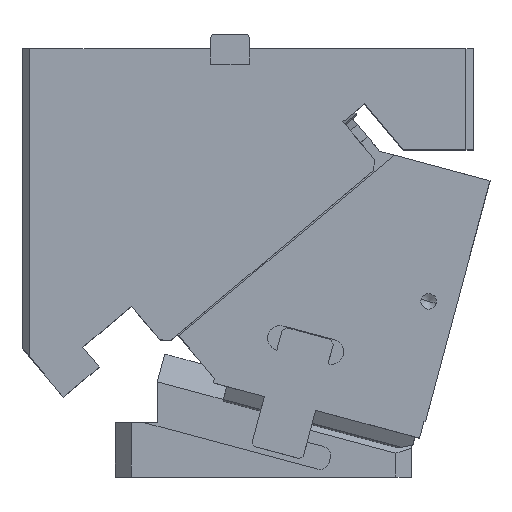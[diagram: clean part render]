
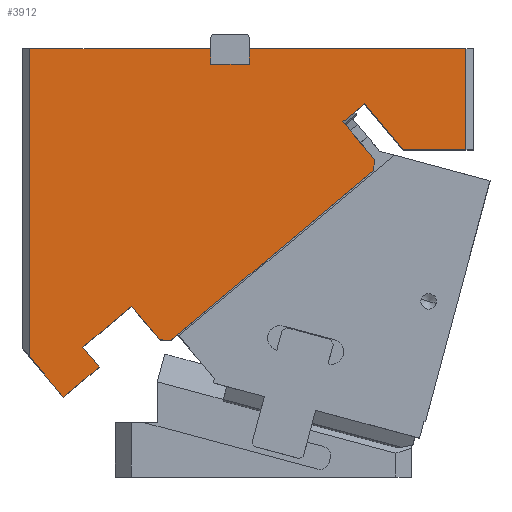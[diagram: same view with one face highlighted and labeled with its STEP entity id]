
A CAD part, top view. The second image highlights one B-rep face of the part: STEP entity #3912.
In plain terms, the highlighted planar face has unit normal (0, 0, 1).
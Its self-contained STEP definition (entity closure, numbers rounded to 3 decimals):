
#57=CARTESIAN_POINT('Line Origine',(-274.204,-40.764,55.)) ;
#61=CARTESIAN_POINT('Vertex',(-285.,-27.898,55.)) ;
#63=CARTESIAN_POINT('Vertex',(-263.409,-53.629,55.)) ;
#319=CARTESIAN_POINT('Line Origine',(-245.727,-28.03,55.)) ;
#323=CARTESIAN_POINT('Vertex',(-251.026,-21.715,55.)) ;
#325=CARTESIAN_POINT('Vertex',(-240.427,-34.346,55.)) ;
#447=CARTESIAN_POINT('Vertex',(-285.,170.,55.)) ;
#455=CARTESIAN_POINT('Line Origine',(-285.,71.051,55.)) ;
#582=CARTESIAN_POINT('Line Origine',(-77.093,128.816,55.)) ;
#586=CARTESIAN_POINT('Vertex',(-83.987,123.031,55.)) ;
#588=CARTESIAN_POINT('Vertex',(-70.198,134.601,55.)) ;
#946=CARTESIAN_POINT('Line Origine',(-57.779,119.801,55.)) ;
#950=CARTESIAN_POINT('Vertex',(-45.36,105.,55.)) ;
#1102=CARTESIAN_POINT('Vertex',(-63.739,98.901,55.)) ;
#1105=CARTESIAN_POINT('Line Origine',(-64.048,95.379,55.)) ;
#1109=CARTESIAN_POINT('Vertex',(-64.356,91.857,55.)) ;
#1295=CARTESIAN_POINT('Vertex',(-194.583,-17.417,55.)) ;
#1298=CARTESIAN_POINT('Line Origine',(-198.105,-17.109,55.)) ;
#1302=CARTESIAN_POINT('Vertex',(-201.627,-16.801,55.)) ;
#2143=CARTESIAN_POINT('Vertex',(-5.,105.,55.)) ;
#2157=CARTESIAN_POINT('Vertex',(-5.,170.,55.)) ;
#2160=CARTESIAN_POINT('Line Origine',(-5.,137.5,55.)) ;
#2190=CARTESIAN_POINT('Vertex',(-169.,170.,55.)) ;
#2193=CARTESIAN_POINT('Line Origine',(-169.,165.,55.)) ;
#2197=CARTESIAN_POINT('Vertex',(-169.,160.,55.)) ;
#3194=CARTESIAN_POINT('Line Origine',(-156.5,160.,55.)) ;
#3198=CARTESIAN_POINT('Vertex',(-144.,160.,55.)) ;
#3213=CARTESIAN_POINT('Line Origine',(-144.,165.,55.)) ;
#3217=CARTESIAN_POINT('Vertex',(-144.,170.,55.)) ;
#3325=CARTESIAN_POINT('Line Origine',(-74.5,170.,55.)) ;
#3451=CARTESIAN_POINT('Line Origine',(-129.469,37.22,55.)) ;
#3482=CARTESIAN_POINT('Line Origine',(-25.18,105.,55.)) ;
#3767=CARTESIAN_POINT('Line Origine',(-227.,170.,55.)) ;
#3864=CARTESIAN_POINT('Axis2P3D Location',(0.,170.,55.)) ;
#3869=CARTESIAN_POINT('Line Origine',(-73.863,110.966,55.)) ;
#3874=CARTESIAN_POINT('Line Origine',(-251.918,-43.988,55.)) ;
#3879=CARTESIAN_POINT('Line Origine',(-235.322,-8.538,55.)) ;
#3883=CARTESIAN_POINT('Vertex',(-219.618,4.64,55.)) ;
#3886=CARTESIAN_POINT('Line Origine',(-210.623,-6.081,55.)) ;
#58=DIRECTION('Vector Direction',(0.643,-0.766,0.)) ;
#320=DIRECTION('Vector Direction',(0.643,-0.766,0.)) ;
#456=DIRECTION('Vector Direction',(0.,-1.,0.)) ;
#583=DIRECTION('Vector Direction',(0.766,0.643,0.)) ;
#947=DIRECTION('Vector Direction',(0.643,-0.766,0.)) ;
#1106=DIRECTION('Vector Direction',(0.087,0.996,0.)) ;
#1299=DIRECTION('Vector Direction',(0.996,-0.087,0.)) ;
#2161=DIRECTION('Vector Direction',(0.,1.,0.)) ;
#2194=DIRECTION('Vector Direction',(0.,1.,0.)) ;
#3195=DIRECTION('Vector Direction',(1.,0.,0.)) ;
#3214=DIRECTION('Vector Direction',(0.,1.,0.)) ;
#3326=DIRECTION('Vector Direction',(-1.,0.,0.)) ;
#3452=DIRECTION('Vector Direction',(0.766,0.643,0.)) ;
#3483=DIRECTION('Vector Direction',(1.,0.,0.)) ;
#3768=DIRECTION('Vector Direction',(-1.,0.,0.)) ;
#3865=DIRECTION('Axis2P3D Direction',(0.,0.,1.)) ;
#3866=DIRECTION('Axis2P3D XDirection',(1.,0.,0.)) ;
#3870=DIRECTION('Vector Direction',(-0.643,0.766,0.)) ;
#3875=DIRECTION('Vector Direction',(-0.766,-0.643,0.)) ;
#3880=DIRECTION('Vector Direction',(-0.766,-0.643,0.)) ;
#3887=DIRECTION('Vector Direction',(-0.643,0.766,0.)) ;
#3867=AXIS2_PLACEMENT_3D('Plane Axis2P3D',#3864,#3865,#3866) ;
#3892=ORIENTED_EDGE('',*,*,#3455,.T.) ;
#3893=ORIENTED_EDGE('',*,*,#1111,.T.) ;
#3894=ORIENTED_EDGE('',*,*,#3873,.T.) ;
#3895=ORIENTED_EDGE('',*,*,#590,.T.) ;
#3896=ORIENTED_EDGE('',*,*,#952,.T.) ;
#3897=ORIENTED_EDGE('',*,*,#3486,.T.) ;
#3898=ORIENTED_EDGE('',*,*,#2164,.T.) ;
#3899=ORIENTED_EDGE('',*,*,#3329,.T.) ;
#3900=ORIENTED_EDGE('',*,*,#3219,.F.) ;
#3901=ORIENTED_EDGE('',*,*,#3200,.F.) ;
#3902=ORIENTED_EDGE('',*,*,#2199,.T.) ;
#3903=ORIENTED_EDGE('',*,*,#3771,.T.) ;
#3904=ORIENTED_EDGE('',*,*,#459,.T.) ;
#3905=ORIENTED_EDGE('',*,*,#65,.T.) ;
#3906=ORIENTED_EDGE('',*,*,#3878,.F.) ;
#3907=ORIENTED_EDGE('',*,*,#327,.F.) ;
#3908=ORIENTED_EDGE('',*,*,#3885,.F.) ;
#3909=ORIENTED_EDGE('',*,*,#3890,.F.) ;
#3910=ORIENTED_EDGE('',*,*,#1304,.T.) ;
#59=VECTOR('Line Direction',#58,1.) ;
#321=VECTOR('Line Direction',#320,1.) ;
#457=VECTOR('Line Direction',#456,1.) ;
#584=VECTOR('Line Direction',#583,1.) ;
#948=VECTOR('Line Direction',#947,1.) ;
#1107=VECTOR('Line Direction',#1106,1.) ;
#1300=VECTOR('Line Direction',#1299,1.) ;
#2162=VECTOR('Line Direction',#2161,1.) ;
#2195=VECTOR('Line Direction',#2194,1.) ;
#3196=VECTOR('Line Direction',#3195,1.) ;
#3215=VECTOR('Line Direction',#3214,1.) ;
#3327=VECTOR('Line Direction',#3326,1.) ;
#3453=VECTOR('Line Direction',#3452,1.) ;
#3484=VECTOR('Line Direction',#3483,1.) ;
#3769=VECTOR('Line Direction',#3768,1.) ;
#3871=VECTOR('Line Direction',#3870,1.) ;
#3876=VECTOR('Line Direction',#3875,1.) ;
#3881=VECTOR('Line Direction',#3880,1.) ;
#3888=VECTOR('Line Direction',#3887,1.) ;
#3912=ADVANCED_FACE('CAM HOLDER',(#3911),#3868,.T.) ;
#65=EDGE_CURVE('',#62,#64,#60,.T.) ;
#327=EDGE_CURVE('',#324,#326,#322,.T.) ;
#459=EDGE_CURVE('',#448,#62,#458,.T.) ;
#590=EDGE_CURVE('',#587,#589,#585,.T.) ;
#952=EDGE_CURVE('',#589,#951,#949,.T.) ;
#1111=EDGE_CURVE('',#1110,#1103,#1108,.T.) ;
#1304=EDGE_CURVE('',#1303,#1296,#1301,.T.) ;
#2164=EDGE_CURVE('',#2144,#2158,#2163,.T.) ;
#2199=EDGE_CURVE('',#2198,#2191,#2196,.T.) ;
#3200=EDGE_CURVE('',#2198,#3199,#3197,.T.) ;
#3219=EDGE_CURVE('',#3199,#3218,#3216,.T.) ;
#3329=EDGE_CURVE('',#2158,#3218,#3328,.T.) ;
#3455=EDGE_CURVE('',#1296,#1110,#3454,.T.) ;
#3486=EDGE_CURVE('',#951,#2144,#3485,.T.) ;
#3771=EDGE_CURVE('',#2191,#448,#3770,.T.) ;
#3873=EDGE_CURVE('',#1103,#587,#3872,.T.) ;
#3878=EDGE_CURVE('',#326,#64,#3877,.T.) ;
#3885=EDGE_CURVE('',#3884,#324,#3882,.T.) ;
#3890=EDGE_CURVE('',#1303,#3884,#3889,.T.) ;
#3891=EDGE_LOOP('',(#3892,#3893,#3894,#3895,#3896,#3897,#3898,#3899,#3900,#3901,#3902,#3903,#3904,#3905,#3906,#3907,#3908,#3909,#3910)) ;
#3911=FACE_OUTER_BOUND('',#3891,.T.) ;
#60=LINE('Line',#57,#59) ;
#322=LINE('Line',#319,#321) ;
#458=LINE('Line',#455,#457) ;
#585=LINE('Line',#582,#584) ;
#949=LINE('Line',#946,#948) ;
#1108=LINE('Line',#1105,#1107) ;
#1301=LINE('Line',#1298,#1300) ;
#2163=LINE('Line',#2160,#2162) ;
#2196=LINE('Line',#2193,#2195) ;
#3197=LINE('Line',#3194,#3196) ;
#3216=LINE('Line',#3213,#3215) ;
#3328=LINE('Line',#3325,#3327) ;
#3454=LINE('Line',#3451,#3453) ;
#3485=LINE('Line',#3482,#3484) ;
#3770=LINE('Line',#3767,#3769) ;
#3872=LINE('Line',#3869,#3871) ;
#3877=LINE('Line',#3874,#3876) ;
#3882=LINE('Line',#3879,#3881) ;
#3889=LINE('Line',#3886,#3888) ;
#3868=PLANE('Plane',#3867) ;
#62=VERTEX_POINT('',#61) ;
#64=VERTEX_POINT('',#63) ;
#324=VERTEX_POINT('',#323) ;
#326=VERTEX_POINT('',#325) ;
#448=VERTEX_POINT('',#447) ;
#587=VERTEX_POINT('',#586) ;
#589=VERTEX_POINT('',#588) ;
#951=VERTEX_POINT('',#950) ;
#1103=VERTEX_POINT('',#1102) ;
#1110=VERTEX_POINT('',#1109) ;
#1296=VERTEX_POINT('',#1295) ;
#1303=VERTEX_POINT('',#1302) ;
#2144=VERTEX_POINT('',#2143) ;
#2158=VERTEX_POINT('',#2157) ;
#2191=VERTEX_POINT('',#2190) ;
#2198=VERTEX_POINT('',#2197) ;
#3199=VERTEX_POINT('',#3198) ;
#3218=VERTEX_POINT('',#3217) ;
#3884=VERTEX_POINT('',#3883) ;
